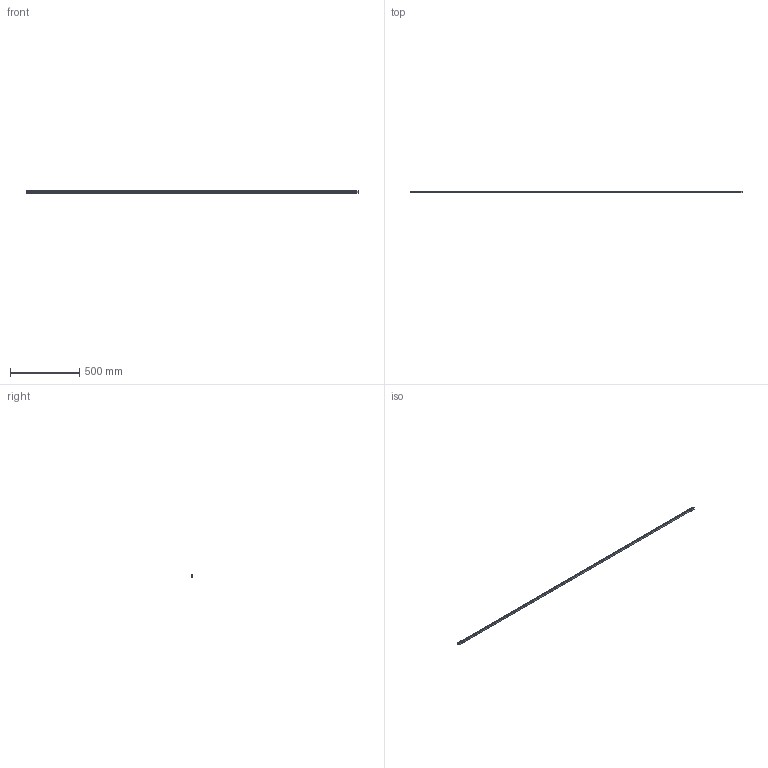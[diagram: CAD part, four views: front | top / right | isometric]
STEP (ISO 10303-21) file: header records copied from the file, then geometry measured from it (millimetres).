
FILE_DESCRIPTION (( 'STEP AP214' ), '1' );
FILE_NAME ('SHS15 2400L G30.STEP', '2021-06-11T10:11:33', ( '' ), ( '' ), 'SwSTEP 2.0', 'SolidWorks 2021', '' );
FILE_SCHEMA (( 'AUTOMOTIVE_DESIGN' ));
Length unit declared in the file: millimetre
Products named in the file (2): _SHS15C240030 Track; SHS15 2400L G30
Assembly tree (1 placements, depth 2):
  SHS15 2400L G30
    _SHS15C240030 Track
Bounding box: 2400 x 13 x 15 mm (x, y, z)
Volume: 388129.8 mm3; surface area: 144242 mm2
Topology: 1 solids, 1 shells, 245 faces, 609 edges, 406 vertices
Faces by surface type: cylinder 183, plane 62
Entity records: 7715 total; most frequent: DIRECTION 1473, CARTESIAN_POINT 1264, ORIENTED_EDGE 1218, AXIS2_PLACEMENT_3D 615, EDGE_CURVE 609, VERTEX_POINT 406, CIRCLE 366, EDGE_LOOP 365
